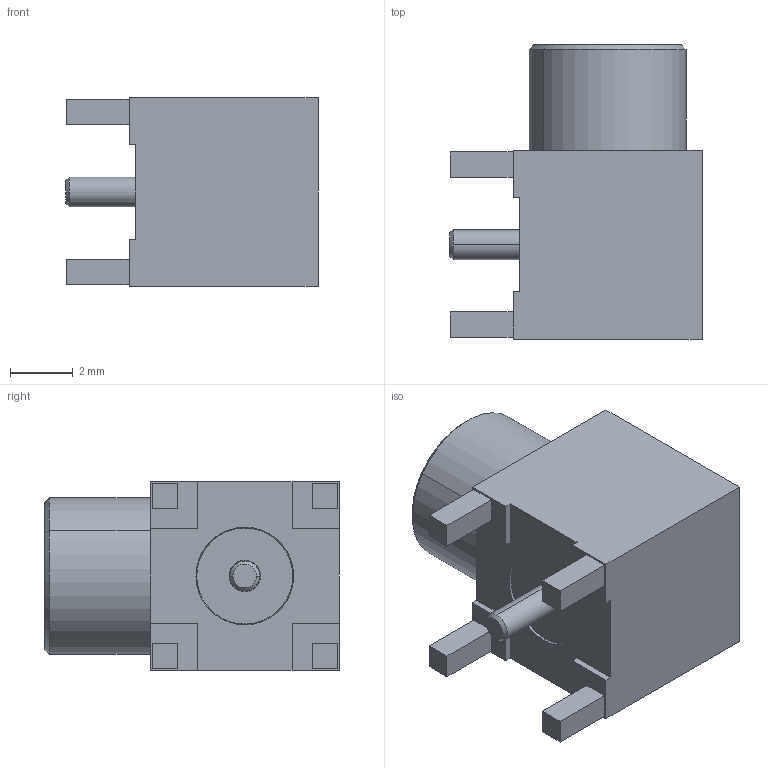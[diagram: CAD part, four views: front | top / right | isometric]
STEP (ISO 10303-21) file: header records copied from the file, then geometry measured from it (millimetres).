
FILE_DESCRIPTION (( 'STEP AP214' ), '1' );
FILE_NAME ('FMCN5177_3D.step', '2024-07-31T17:10:45', ( '' ), ( '' ), 'SwSTEP 2.0', 'SolidWorks 2022', '' );
FILE_SCHEMA (( 'AUTOMOTIVE_DESIGN' ));
Length unit declared in the file: inch
Products named in the file (6): Copy of 4.igs^FMCN5177; Copy of 3.igs_1^FMCN5177; Copy of 1.igs_1^FMCN5177; FMCN5177_3D; Copy of 2.igs_1^FMCN5177; Copy of 5.igs^FMCN5177
Assembly tree (5 placements, depth 2):
  FMCN5177_3D
    Copy of 4.igs^FMCN5177
    Copy of 1.igs_1^FMCN5177
    Copy of 2.igs_1^FMCN5177
    Copy of 3.igs_1^FMCN5177
    Copy of 5.igs^FMCN5177
Bounding box: 8.01 x 9.35 x 6 mm (x, y, z)
Volume: 209.3 mm3; surface area: 566 mm2
Topology: 4 solids, 5 shells, 125 faces, 302 edges, 191 vertices
Faces by surface type: plane 63, cylinder 36, cone 18, bspline 6, torus 2
Entity records: 5710 total; most frequent: CARTESIAN_POINT 1255, DIRECTION 620, ORIENTED_EDGE 592, EDGE_CURVE 300, AXIS2_PLACEMENT_3D 231, VERTEX_POINT 191, VECTOR 158, LINE 158
